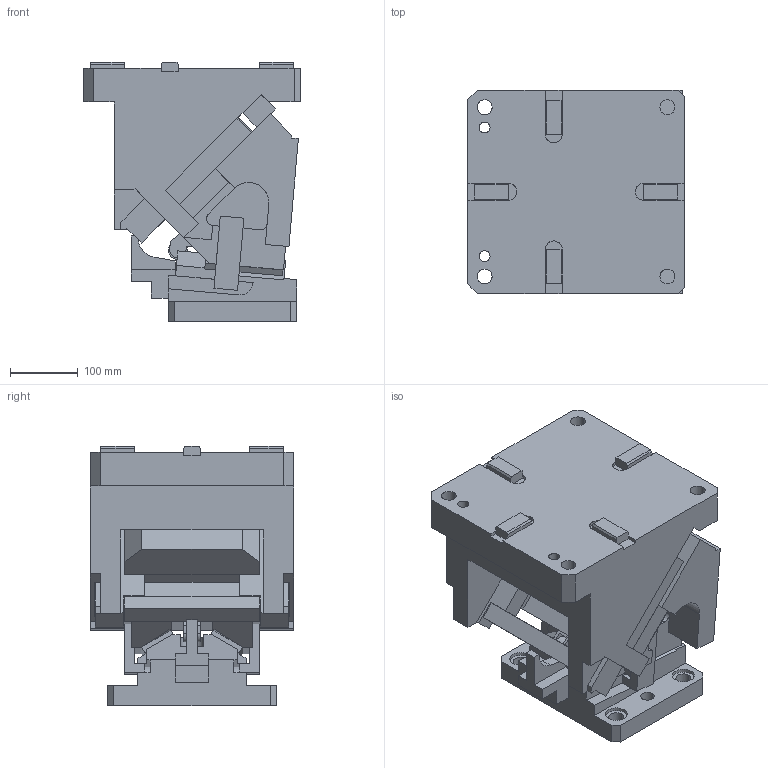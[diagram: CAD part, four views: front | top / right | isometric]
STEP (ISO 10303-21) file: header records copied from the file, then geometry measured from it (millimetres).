
FILE_DESCRIPTION(('CATIA V5 STEP Exchange'),'2;1');
FILE_NAME('CACN_300_05.stp','2015-04-27T10:29:02+00:00',('none'),('none'),'CATIA Version 5 Release 19 SP 2 (IN-10)','CATIA V5 STEP AP203','none');
FILE_SCHEMA(('CONFIG_CONTROL_DESIGN'));
Length unit declared in the file: millimetre
Products named in the file (1): CACN_300_05
Bounding box: 320 x 300 x 384 mm (x, y, z)
Volume: 20227496.9 mm3; surface area: 1116572.3 mm2
Topology: 3 solids, 3 shells, 367 faces, 1062 edges, 708 vertices
Faces by surface type: plane 290, cylinder 77
Entity records: 12645 total; most frequent: CARTESIAN_POINT 3293, ORIENTED_EDGE 2124, DIRECTION 1586, EDGE_CURVE 1062, VECTOR 899, LINE 899, VERTEX_POINT 708, EDGE_LOOP 402
